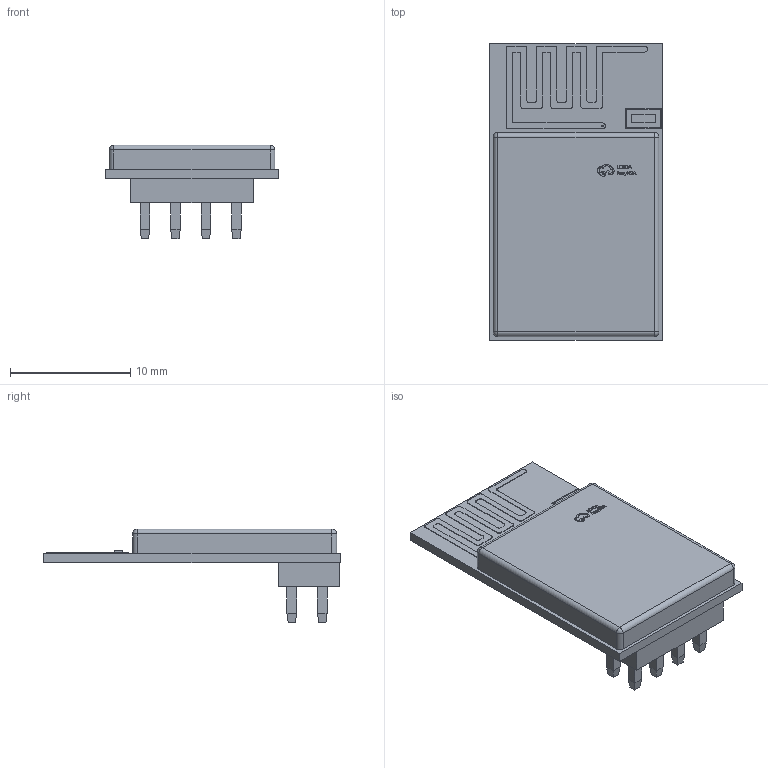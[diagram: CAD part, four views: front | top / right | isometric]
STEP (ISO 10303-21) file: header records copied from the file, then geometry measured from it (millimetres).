
FILE_DESCRIPTION (( 'STEP AP214' ), '1' );
FILE_NAME ('WIFIM-TH_8P-L24.7-W14.4-H2.8-P2.54.step', '2022-07-15T05:02:07', ( '' ), ( '' ), 'SwSTEP 2.0', 'SolidWorks 2020', '' );
FILE_SCHEMA (( 'AUTOMOTIVE_DESIGN' ));
Length unit declared in the file: millimetre
Products named in the file (1): WIFIM-TH_8P-L24.7-W14.4-H2.8-P2.54
Bounding box: 14.4 x 24.7 x 7.8 mm (x, y, z)
Volume: 870.7 mm3; surface area: 1026.4 mm2
Topology: 14 solids, 14 shells, 402 faces, 1045 edges, 682 vertices
Faces by surface type: plane 260, bspline 98, cylinder 40, sphere 4
Entity records: 17180 total; most frequent: CARTESIAN_POINT 3432, ORIENTED_EDGE 2082, DIRECTION 1531, EDGE_CURVE 1041, VECTOR 761, LINE 761, VERTEX_POINT 682, EDGE_LOOP 429
